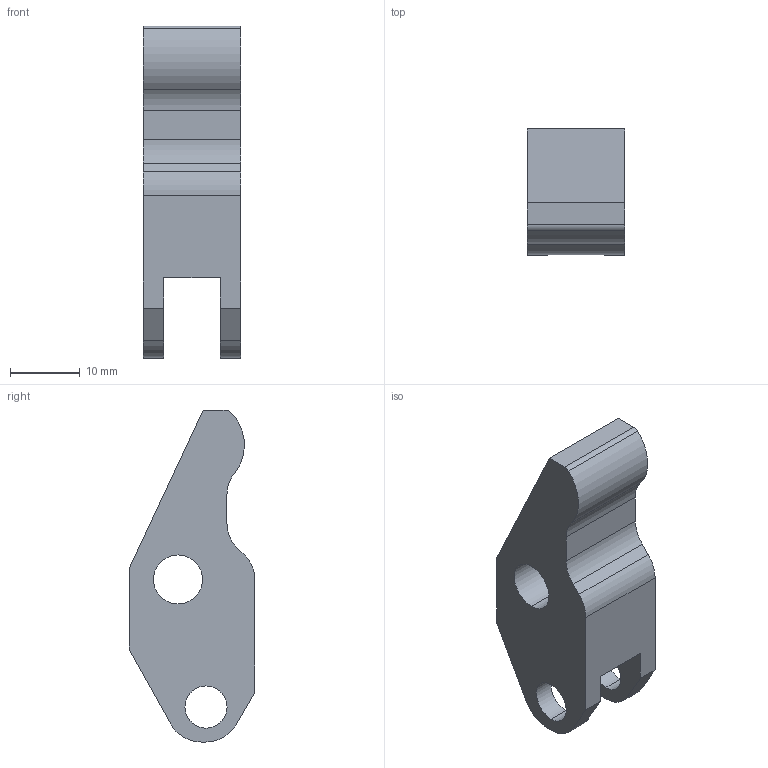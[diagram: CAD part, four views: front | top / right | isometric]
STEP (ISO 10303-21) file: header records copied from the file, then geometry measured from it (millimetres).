
FILE_DESCRIPTION((''),'2;1');
FILE_NAME('ILC91611820','2020-12-29T',('Asawyer'),(''),'PRO/ENGINEER BY PARAMETRIC TECHNOLOGY CORPORATION, 2013320','PRO/ENGINEER BY PARAMETRIC TECHNOLOGY CORPORATION, 2013320','');
FILE_SCHEMA(('CONFIG_CONTROL_DESIGN'));
Length unit declared in the file: millimetre
Products named in the file (1): ILC91611820
Bounding box: 14 x 18 x 47.5 mm (x, y, z)
Volume: 6624.9 mm3; surface area: 3173.8 mm2
Topology: 1 solids, 1 shells, 31 faces, 87 edges, 58 vertices
Faces by surface type: plane 16, cylinder 15
Entity records: 1061 total; most frequent: DIRECTION 179, CARTESIAN_POINT 176, ORIENTED_EDGE 174, EDGE_CURVE 87, AXIS2_PLACEMENT_3D 61, VERTEX_POINT 58, VECTOR 57, LINE 57
